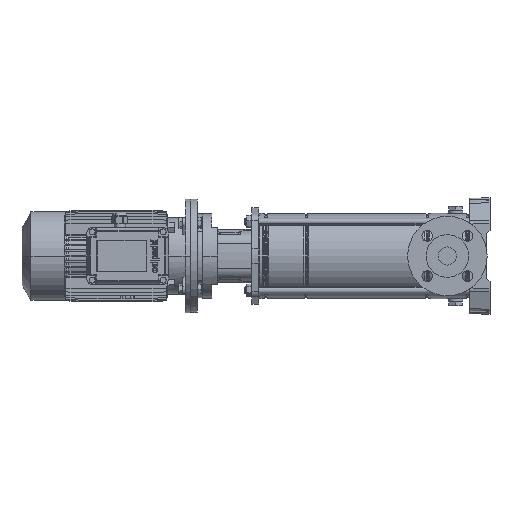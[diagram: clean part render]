
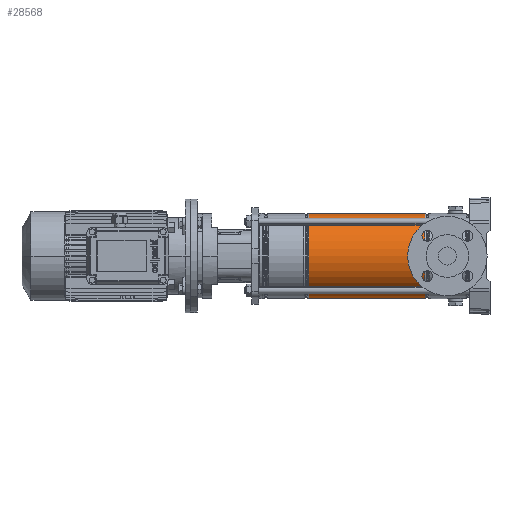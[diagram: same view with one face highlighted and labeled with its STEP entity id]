
A CAD part, left-side view. The second image highlights one B-rep face of the part: STEP entity #28568.
In plain terms, the highlighted cylindrical face has radius 74.9 mm (diameter 149.8 mm), a partial arc.
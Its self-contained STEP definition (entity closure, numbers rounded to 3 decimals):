
#347 = AXIS2_PLACEMENT_3D ( 'NONE', #42087, #62926, #25705 ) ;
#1233 = DIRECTION ( 'NONE',  ( 0., 0., -1. ) ) ;
#4752 = DIRECTION ( 'NONE',  ( 1., 0., 0. ) ) ;
#5242 = VERTEX_POINT ( 'NONE', #53472 ) ;
#5659 = CARTESIAN_POINT ( 'NONE',  ( 74.9, 0., 87.279 ) ) ;
#9271 = EDGE_CURVE ( 'NONE', #5242, #38637, #48090, .T. ) ;
#16633 = CARTESIAN_POINT ( 'NONE',  ( -74.9, 0., 291.721 ) ) ;
#18053 = VECTOR ( 'NONE', #1233, 1000. ) ;
#18764 = EDGE_CURVE ( 'NONE', #38637, #26497, #34259, .T. ) ;
#19322 = DIRECTION ( 'NONE',  ( 0., 0., -1. ) ) ;
#21176 = CARTESIAN_POINT ( 'NONE',  ( 0., 0., 291.721 ) ) ;
#24770 = LINE ( 'NONE', #45602, #38441 ) ;
#25705 = DIRECTION ( 'NONE',  ( 1., 0., 0. ) ) ;
#26497 = VERTEX_POINT ( 'NONE', #51054 ) ;
#27436 = AXIS2_PLACEMENT_3D ( 'NONE', #33715, #36028, #61986 ) ;
#28568 = ADVANCED_FACE ( 'NONE', ( #38797 ), #59650, .T. ) ;
#28799 = ORIENTED_EDGE ( 'NONE', *, *, #18764, .T. ) ;
#31047 = VERTEX_POINT ( 'NONE', #16633 ) ;
#33715 = CARTESIAN_POINT ( 'NONE',  ( 0., 0., 0. ) ) ;
#34259 = CIRCLE ( 'NONE', #347, 74.9 ) ;
#36028 = DIRECTION ( 'NONE',  ( 0., 0., -1. ) ) ;
#38441 = VECTOR ( 'NONE', #19322, 1000. ) ;
#38637 = VERTEX_POINT ( 'NONE', #5659 ) ;
#38797 = FACE_OUTER_BOUND ( 'NONE', #52532, .T. ) ;
#39886 = EDGE_CURVE ( 'NONE', #31047, #5242, #58596, .T. ) ;
#42087 = CARTESIAN_POINT ( 'NONE',  ( 0., 0., 87.279 ) ) ;
#43349 = AXIS2_PLACEMENT_3D ( 'NONE', #21176, #62872, #4752 ) ;
#45602 = CARTESIAN_POINT ( 'NONE',  ( -74.9, 0., 0. ) ) ;
#46387 = ORIENTED_EDGE ( 'NONE', *, *, #39886, .T. ) ;
#48090 = LINE ( 'NONE', #64153, #18053 ) ;
#50479 = ORIENTED_EDGE ( 'NONE', *, *, #9271, .T. ) ;
#51054 = CARTESIAN_POINT ( 'NONE',  ( -74.9, 0., 87.279 ) ) ;
#51823 = ORIENTED_EDGE ( 'NONE', *, *, #62174, .F. ) ;
#52532 = EDGE_LOOP ( 'NONE', ( #46387, #50479, #28799, #51823 ) ) ;
#53472 = CARTESIAN_POINT ( 'NONE',  ( 74.9, 0., 291.721 ) ) ;
#58596 = CIRCLE ( 'NONE', #43349, 74.9 ) ;
#59650 = CYLINDRICAL_SURFACE ( 'NONE', #27436, 74.9 ) ;
#61986 = DIRECTION ( 'NONE',  ( -1., 0., 0. ) ) ;
#62174 = EDGE_CURVE ( 'NONE', #31047, #26497, #24770, .T. ) ;
#62872 = DIRECTION ( 'NONE',  ( 0., 0., -1. ) ) ;
#62926 = DIRECTION ( 'NONE',  ( 0., 0., 1. ) ) ;
#64153 = CARTESIAN_POINT ( 'NONE',  ( 74.9, 0., 0. ) ) ;
